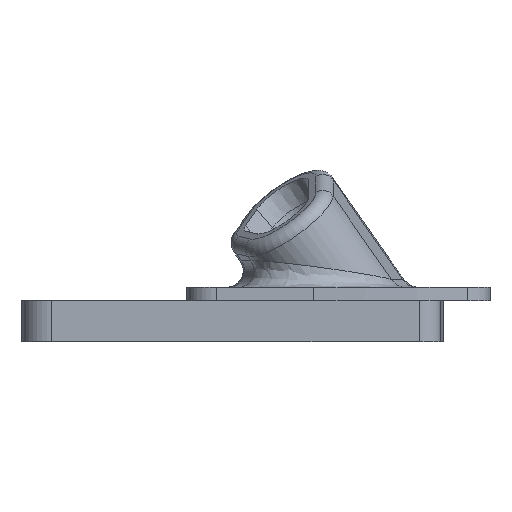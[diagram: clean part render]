
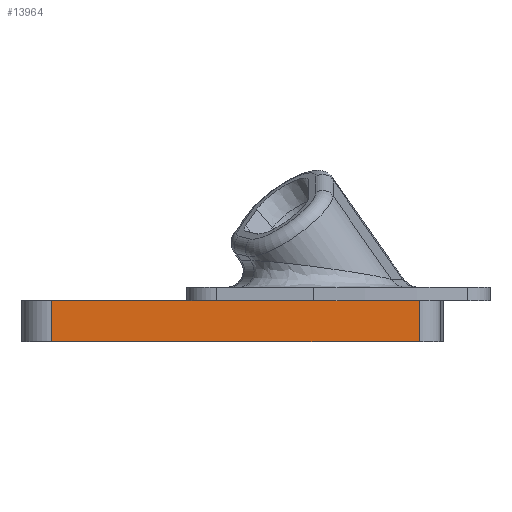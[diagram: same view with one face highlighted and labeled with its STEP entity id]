
A CAD part, left-side view. The second image highlights one B-rep face of the part: STEP entity #13964.
In plain terms, the highlighted planar face has unit normal (-1, 0, 0).
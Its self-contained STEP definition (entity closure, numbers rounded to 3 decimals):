
#6266 = PLANE('',#6267);
#6267 = AXIS2_PLACEMENT_3D('',#6268,#6269,#6270);
#6268 = CARTESIAN_POINT('',(0.,0.,-1.6));
#6269 = DIRECTION('',(0.,0.,1.));
#6270 = DIRECTION('',(1.,0.,0.));
#6729 = VERTEX_POINT('',#6730);
#6730 = CARTESIAN_POINT('',(-72.8,18.4,-1.6));
#6744 = PLANE('',#6745);
#6745 = AXIS2_PLACEMENT_3D('',#6746,#6747,#6748);
#6746 = CARTESIAN_POINT('',(0.,12.8,-1.6));
#6747 = DIRECTION('',(0.,0.,-1.));
#6748 = DIRECTION('',(-1.,0.,0.));
#11297 = EDGE_CURVE('',#6729,#11298,#11300,.T.);
#11298 = VERTEX_POINT('',#11299);
#11299 = CARTESIAN_POINT('',(-72.8,-9.8,-1.6));
#11300 = SURFACE_CURVE('',#11301,(#11305,#11312),.PCURVE_S1.);
#11301 = LINE('',#11302,#11303);
#11302 = CARTESIAN_POINT('',(-72.8,-4.9,-1.6));
#11303 = VECTOR('',#11304,1.);
#11304 = DIRECTION('',(0.,-1.,0.));
#11305 = PCURVE('',#6266,#11306);
#11306 = DEFINITIONAL_REPRESENTATION('',(#11307),#11311);
#11307 = LINE('',#11308,#11309);
#11308 = CARTESIAN_POINT('',(-72.8,-4.9));
#11309 = VECTOR('',#11310,1.);
#11310 = DIRECTION('',(0.,-1.));
#11311 = ( GEOMETRIC_REPRESENTATION_CONTEXT(2) 
PARAMETRIC_REPRESENTATION_CONTEXT() REPRESENTATION_CONTEXT('2D SPACE',''
  ) );
#11312 = PCURVE('',#11313,#11318);
#11313 = PLANE('',#11314);
#11314 = AXIS2_PLACEMENT_3D('',#11315,#11316,#11317);
#11315 = CARTESIAN_POINT('',(-72.8,-9.8,-1.6));
#11316 = DIRECTION('',(-1.,0.,0.));
#11317 = DIRECTION('',(0.,1.,0.));
#11318 = DEFINITIONAL_REPRESENTATION('',(#11319),#11323);
#11319 = LINE('',#11320,#11321);
#11320 = CARTESIAN_POINT('',(4.9,0.));
#11321 = VECTOR('',#11322,1.);
#11322 = DIRECTION('',(-1.,0.));
#11323 = ( GEOMETRIC_REPRESENTATION_CONTEXT(2) 
PARAMETRIC_REPRESENTATION_CONTEXT() REPRESENTATION_CONTEXT('2D SPACE',''
  ) );
#11342 = CYLINDRICAL_SURFACE('',#11343,2.6);
#11343 = AXIS2_PLACEMENT_3D('',#11344,#11345,#11346);
#11344 = CARTESIAN_POINT('',(-70.2,-9.8,-1.6));
#11345 = DIRECTION('',(0.,0.,-1.));
#11346 = DIRECTION('',(0.,-1.,0.));
#11648 = VERTEX_POINT('',#11649);
#11649 = CARTESIAN_POINT('',(-72.8,34.8,-1.6));
#11664 = CYLINDRICAL_SURFACE('',#11665,3.6);
#11665 = AXIS2_PLACEMENT_3D('',#11666,#11667,#11668);
#11666 = CARTESIAN_POINT('',(-69.2,34.8,-1.6));
#11667 = DIRECTION('',(0.,0.,-1.));
#11668 = DIRECTION('',(-1.,0.,0.));
#11676 = EDGE_CURVE('',#6729,#11648,#11677,.T.);
#11677 = SURFACE_CURVE('',#11678,(#11682,#11689),.PCURVE_S1.);
#11678 = LINE('',#11679,#11680);
#11679 = CARTESIAN_POINT('',(-72.8,-9.8,-1.6));
#11680 = VECTOR('',#11681,1.);
#11681 = DIRECTION('',(0.,1.,0.));
#11682 = PCURVE('',#6744,#11683);
#11683 = DEFINITIONAL_REPRESENTATION('',(#11684),#11688);
#11684 = LINE('',#11685,#11686);
#11685 = CARTESIAN_POINT('',(72.8,-22.6));
#11686 = VECTOR('',#11687,1.);
#11687 = DIRECTION('',(0.,1.));
#11688 = ( GEOMETRIC_REPRESENTATION_CONTEXT(2) 
PARAMETRIC_REPRESENTATION_CONTEXT() REPRESENTATION_CONTEXT('2D SPACE',''
  ) );
#11689 = PCURVE('',#11313,#11690);
#11690 = DEFINITIONAL_REPRESENTATION('',(#11691),#11695);
#11691 = LINE('',#11692,#11693);
#11692 = CARTESIAN_POINT('',(0.,0.));
#11693 = VECTOR('',#11694,1.);
#11694 = DIRECTION('',(1.,0.));
#11695 = ( GEOMETRIC_REPRESENTATION_CONTEXT(2) 
PARAMETRIC_REPRESENTATION_CONTEXT() REPRESENTATION_CONTEXT('2D SPACE',''
  ) );
#13964 = ADVANCED_FACE('',(#13965),#11313,.T.);
#13965 = FACE_BOUND('',#13966,.T.);
#13966 = EDGE_LOOP('',(#13967,#13968,#13969,#13992,#14020));
#13967 = ORIENTED_EDGE('',*,*,#11297,.F.);
#13968 = ORIENTED_EDGE('',*,*,#11676,.T.);
#13969 = ORIENTED_EDGE('',*,*,#13970,.T.);
#13970 = EDGE_CURVE('',#11648,#13971,#13973,.T.);
#13971 = VERTEX_POINT('',#13972);
#13972 = CARTESIAN_POINT('',(-72.8,34.8,-6.6));
#13973 = SURFACE_CURVE('',#13974,(#13978,#13985),.PCURVE_S1.);
#13974 = LINE('',#13975,#13976);
#13975 = CARTESIAN_POINT('',(-72.8,34.8,-1.6));
#13976 = VECTOR('',#13977,1.);
#13977 = DIRECTION('',(0.,0.,-1.));
#13978 = PCURVE('',#11313,#13979);
#13979 = DEFINITIONAL_REPRESENTATION('',(#13980),#13984);
#13980 = LINE('',#13981,#13982);
#13981 = CARTESIAN_POINT('',(44.6,0.));
#13982 = VECTOR('',#13983,1.);
#13983 = DIRECTION('',(0.,1.));
#13984 = ( GEOMETRIC_REPRESENTATION_CONTEXT(2) 
PARAMETRIC_REPRESENTATION_CONTEXT() REPRESENTATION_CONTEXT('2D SPACE',''
  ) );
#13985 = PCURVE('',#11664,#13986);
#13986 = DEFINITIONAL_REPRESENTATION('',(#13987),#13991);
#13987 = LINE('',#13988,#13989);
#13988 = CARTESIAN_POINT('',(0.,0.));
#13989 = VECTOR('',#13990,1.);
#13990 = DIRECTION('',(0.,1.));
#13991 = ( GEOMETRIC_REPRESENTATION_CONTEXT(2) 
PARAMETRIC_REPRESENTATION_CONTEXT() REPRESENTATION_CONTEXT('2D SPACE',''
  ) );
#13992 = ORIENTED_EDGE('',*,*,#13993,.F.);
#13993 = EDGE_CURVE('',#13994,#13971,#13996,.T.);
#13994 = VERTEX_POINT('',#13995);
#13995 = CARTESIAN_POINT('',(-72.8,-9.8,-6.6));
#13996 = SURFACE_CURVE('',#13997,(#14001,#14008),.PCURVE_S1.);
#13997 = LINE('',#13998,#13999);
#13998 = CARTESIAN_POINT('',(-72.8,-9.8,-6.6));
#13999 = VECTOR('',#14000,1.);
#14000 = DIRECTION('',(0.,1.,0.));
#14001 = PCURVE('',#11313,#14002);
#14002 = DEFINITIONAL_REPRESENTATION('',(#14003),#14007);
#14003 = LINE('',#14004,#14005);
#14004 = CARTESIAN_POINT('',(0.,5.));
#14005 = VECTOR('',#14006,1.);
#14006 = DIRECTION('',(1.,0.));
#14007 = ( GEOMETRIC_REPRESENTATION_CONTEXT(2) 
PARAMETRIC_REPRESENTATION_CONTEXT() REPRESENTATION_CONTEXT('2D SPACE',''
  ) );
#14008 = PCURVE('',#14009,#14014);
#14009 = PLANE('',#14010);
#14010 = AXIS2_PLACEMENT_3D('',#14011,#14012,#14013);
#14011 = CARTESIAN_POINT('',(0.,12.8,-6.6));
#14012 = DIRECTION('',(0.,0.,-1.));
#14013 = DIRECTION('',(-1.,0.,0.));
#14014 = DEFINITIONAL_REPRESENTATION('',(#14015),#14019);
#14015 = LINE('',#14016,#14017);
#14016 = CARTESIAN_POINT('',(72.8,-22.6));
#14017 = VECTOR('',#14018,1.);
#14018 = DIRECTION('',(0.,1.));
#14019 = ( GEOMETRIC_REPRESENTATION_CONTEXT(2) 
PARAMETRIC_REPRESENTATION_CONTEXT() REPRESENTATION_CONTEXT('2D SPACE',''
  ) );
#14020 = ORIENTED_EDGE('',*,*,#14021,.F.);
#14021 = EDGE_CURVE('',#11298,#13994,#14022,.T.);
#14022 = SURFACE_CURVE('',#14023,(#14027,#14034),.PCURVE_S1.);
#14023 = LINE('',#14024,#14025);
#14024 = CARTESIAN_POINT('',(-72.8,-9.8,-1.6));
#14025 = VECTOR('',#14026,1.);
#14026 = DIRECTION('',(0.,0.,-1.));
#14027 = PCURVE('',#11313,#14028);
#14028 = DEFINITIONAL_REPRESENTATION('',(#14029),#14033);
#14029 = LINE('',#14030,#14031);
#14030 = CARTESIAN_POINT('',(0.,0.));
#14031 = VECTOR('',#14032,1.);
#14032 = DIRECTION('',(0.,1.));
#14033 = ( GEOMETRIC_REPRESENTATION_CONTEXT(2) 
PARAMETRIC_REPRESENTATION_CONTEXT() REPRESENTATION_CONTEXT('2D SPACE',''
  ) );
#14034 = PCURVE('',#11342,#14035);
#14035 = DEFINITIONAL_REPRESENTATION('',(#14036),#14040);
#14036 = LINE('',#14037,#14038);
#14037 = CARTESIAN_POINT('',(1.571,0.));
#14038 = VECTOR('',#14039,1.);
#14039 = DIRECTION('',(0.,1.));
#14040 = ( GEOMETRIC_REPRESENTATION_CONTEXT(2) 
PARAMETRIC_REPRESENTATION_CONTEXT() REPRESENTATION_CONTEXT('2D SPACE',''
  ) );
